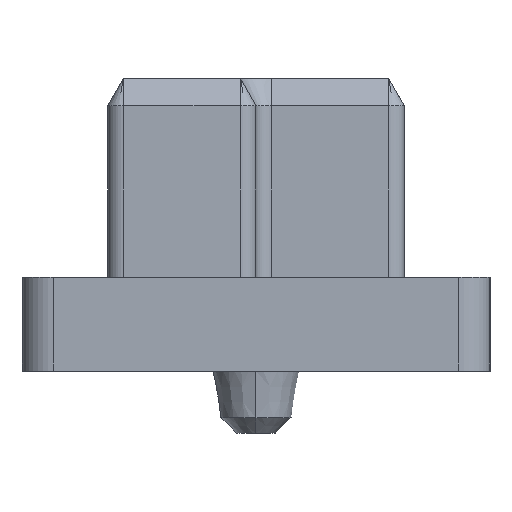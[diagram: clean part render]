
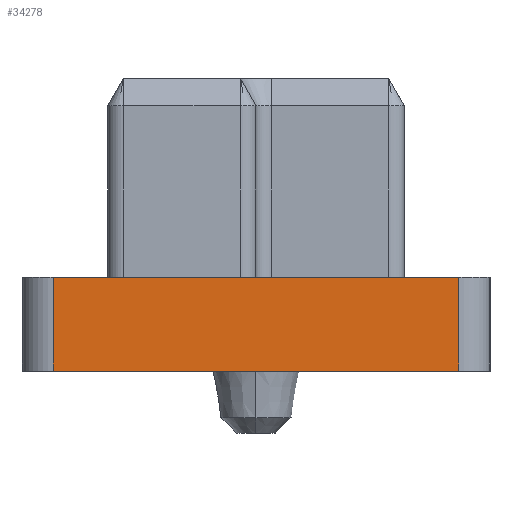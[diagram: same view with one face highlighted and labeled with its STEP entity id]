
A CAD part, left-side view. The second image highlights one B-rep face of the part: STEP entity #34278.
In plain terms, the highlighted planar face has unit normal (-1, 0, 0).
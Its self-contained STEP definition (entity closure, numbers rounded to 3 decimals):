
#8900=DIRECTION('',(0.,-1.,0.));
#8901=VECTOR('',#8900,5.2);
#8902=CARTESIAN_POINT('',(-14.9,2.6,-2.55));
#8903=LINE('',#8902,#8901);
#8988=DIRECTION('',(0.,-1.,0.));
#8989=VECTOR('',#8988,5.2);
#8990=CARTESIAN_POINT('',(-14.9,2.6,-3.75));
#8991=LINE('',#8990,#8989);
#9154=DIRECTION('',(0.,0.,-1.));
#9155=VECTOR('',#9154,1.2);
#9156=CARTESIAN_POINT('',(-14.9,2.6,-2.55));
#9157=LINE('',#9156,#9155);
#9181=DIRECTION('',(0.,0.,-1.));
#9182=VECTOR('',#9181,1.2);
#9183=CARTESIAN_POINT('',(-14.9,-2.6,-2.55));
#9184=LINE('',#9183,#9182);
#17530=CARTESIAN_POINT('',(-14.9,2.6,-2.55));
#17531=CARTESIAN_POINT('',(-14.9,2.6,-3.75));
#17532=VERTEX_POINT('',#17530);
#17533=VERTEX_POINT('',#17531);
#17550=CARTESIAN_POINT('',(-14.9,-2.6,-3.75));
#17551=VERTEX_POINT('',#17550);
#17552=CARTESIAN_POINT('',(-14.9,-2.6,-2.55));
#17553=VERTEX_POINT('',#17552);
#34266=CARTESIAN_POINT('',(-14.9,3.,-3.75));
#34267=DIRECTION('',(-1.,0.,0.));
#34268=DIRECTION('',(0.,-1.,0.));
#34269=AXIS2_PLACEMENT_3D('',#34266,#34267,#34268);
#34270=PLANE('',#34269);
#34271=ORIENTED_EDGE('',*,*,#34257,.F.);
#34272=ORIENTED_EDGE('',*,*,#33969,.T.);
#34274=ORIENTED_EDGE('',*,*,#34273,.T.);
#34275=ORIENTED_EDGE('',*,*,#34082,.F.);
#34276=EDGE_LOOP('',(#34271,#34272,#34274,#34275));
#34277=FACE_OUTER_BOUND('',#34276,.F.);
#34278=ADVANCED_FACE('',(#34277),#34270,.T.);
#33969=EDGE_CURVE('',#17532,#17553,#8903,.T.);
#34082=EDGE_CURVE('',#17533,#17551,#8991,.T.);
#34257=EDGE_CURVE('',#17532,#17533,#9157,.T.);
#34273=EDGE_CURVE('',#17553,#17551,#9184,.T.);
